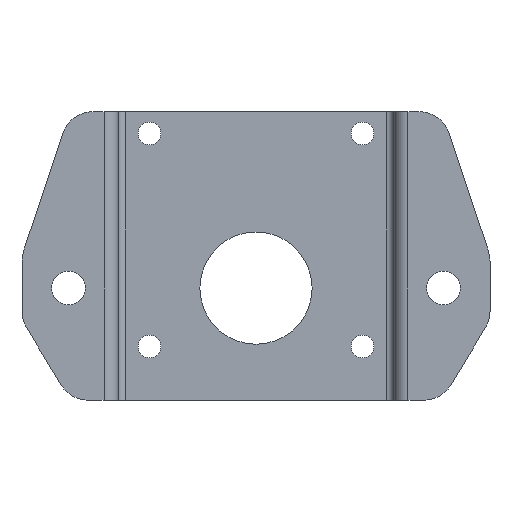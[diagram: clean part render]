
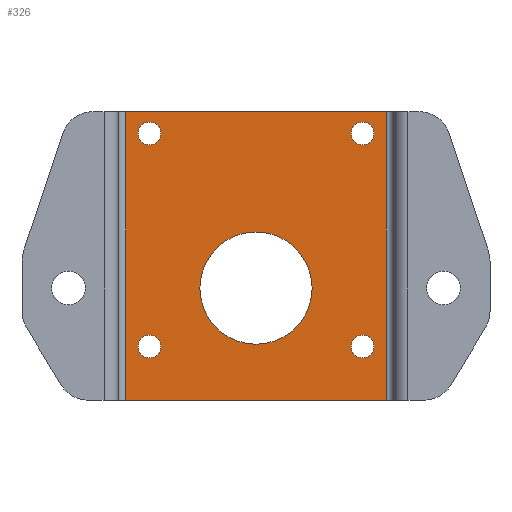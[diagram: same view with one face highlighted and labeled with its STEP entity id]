
A CAD part, top view. The second image highlights one B-rep face of the part: STEP entity #326.
In plain terms, the highlighted planar face has unit normal (0, 0, 1).
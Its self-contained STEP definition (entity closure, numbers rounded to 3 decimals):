
#17 = CARTESIAN_POINT ( 'NONE',  ( -29.684, 83.234, 0. ) ) ;
#24 = DIRECTION ( 'NONE',  ( 0., 1., 0. ) ) ;
#30 = LINE ( 'NONE', #630, #1249 ) ;
#31 = CARTESIAN_POINT ( 'NONE',  ( 0., 35., 0. ) ) ;
#57 = DIRECTION ( 'NONE',  ( 0., -1., 0. ) ) ;
#67 = EDGE_LOOP ( 'NONE', ( #645, #876 ) ) ;
#72 = CIRCLE ( 'NONE', #177, 3.55 ) ;
#76 = CARTESIAN_POINT ( 'NONE',  ( -40.6, 90., 0. ) ) ;
#80 = VERTEX_POINT ( 'NONE', #278 ) ;
#82 = VERTEX_POINT ( 'NONE', #1024 ) ;
#87 = CARTESIAN_POINT ( 'NONE',  ( -33.234, 16.766, 0. ) ) ;
#99 = CARTESIAN_POINT ( 'NONE',  ( -29.684, 16.766, 0. ) ) ;
#112 = AXIS2_PLACEMENT_3D ( 'NONE', #31, #1686, #1674 ) ;
#123 = DIRECTION ( 'NONE',  ( 0., 0., 1. ) ) ;
#139 = AXIS2_PLACEMENT_3D ( 'NONE', #1829, #774, #318 ) ;
#149 = ORIENTED_EDGE ( 'NONE', *, *, #150, .F. ) ;
#150 = EDGE_CURVE ( 'NONE', #1142, #835, #1630, .T. ) ;
#172 = CARTESIAN_POINT ( 'NONE',  ( 36.784, 16.766, 0. ) ) ;
#177 = AXIS2_PLACEMENT_3D ( 'NONE', #1136, #1737, #1901 ) ;
#236 = EDGE_CURVE ( 'NONE', #1614, #1946, #1295, .T. ) ;
#263 = VECTOR ( 'NONE', #1875, 1000. ) ;
#278 = CARTESIAN_POINT ( 'NONE',  ( 40.6, 90., 0. ) ) ;
#318 = DIRECTION ( 'NONE',  ( 1., 0., 0. ) ) ;
#326 = ADVANCED_FACE ( 'NONE', ( #1414, #851, #1179, #1562, #1823, #1769 ), #1532, .F. ) ;
#336 = EDGE_CURVE ( 'NONE', #80, #82, #30, .T. ) ;
#341 = CARTESIAN_POINT ( 'NONE',  ( 40.6, 90., 0. ) ) ;
#342 = VERTEX_POINT ( 'NONE', #806 ) ;
#376 = CARTESIAN_POINT ( 'NONE',  ( -17.5, 35., 0. ) ) ;
#399 = EDGE_CURVE ( 'NONE', #82, #342, #553, .T. ) ;
#419 = DIRECTION ( 'NONE',  ( 0., 0., 1. ) ) ;
#429 = EDGE_LOOP ( 'NONE', ( #507, #149 ) ) ;
#437 = CARTESIAN_POINT ( 'NONE',  ( -40.6, 90., 0. ) ) ;
#458 = CARTESIAN_POINT ( 'NONE',  ( 33.234, 16.766, 0. ) ) ;
#461 = ORIENTED_EDGE ( 'NONE', *, *, #1099, .F. ) ;
#489 = ORIENTED_EDGE ( 'NONE', *, *, #1675, .F. ) ;
#494 = DIRECTION ( 'NONE',  ( 0., 0., -1. ) ) ;
#507 = ORIENTED_EDGE ( 'NONE', *, *, #1291, .F. ) ;
#544 = EDGE_CURVE ( 'NONE', #1351, #1446, #1627, .T. ) ;
#553 = LINE ( 'NONE', #1716, #263 ) ;
#555 = ORIENTED_EDGE ( 'NONE', *, *, #1377, .F. ) ;
#579 = CARTESIAN_POINT ( 'NONE',  ( 29.684, 83.234, 0. ) ) ;
#593 = CIRCLE ( 'NONE', #1742, 3.55 ) ;
#610 = CARTESIAN_POINT ( 'NONE',  ( -33.234, 83.234, 0. ) ) ;
#630 = CARTESIAN_POINT ( 'NONE',  ( 40.6, 90., 0. ) ) ;
#645 = ORIENTED_EDGE ( 'NONE', *, *, #544, .F. ) ;
#655 = CARTESIAN_POINT ( 'NONE',  ( 29.684, 16.766, 0. ) ) ;
#667 = ORIENTED_EDGE ( 'NONE', *, *, #236, .F. ) ;
#668 = EDGE_CURVE ( 'NONE', #1946, #1614, #734, .T. ) ;
#675 = DIRECTION ( 'NONE',  ( 0., 0., 1. ) ) ;
#686 = CIRCLE ( 'NONE', #701, 3.55 ) ;
#690 = CIRCLE ( 'NONE', #1492, 3.55 ) ;
#701 = AXIS2_PLACEMENT_3D ( 'NONE', #87, #419, #864 ) ;
#723 = AXIS2_PLACEMENT_3D ( 'NONE', #1012, #123, #1176 ) ;
#734 = CIRCLE ( 'NONE', #723, 17.5 ) ;
#745 = VERTEX_POINT ( 'NONE', #17 ) ;
#748 = VERTEX_POINT ( 'NONE', #1668 ) ;
#774 = DIRECTION ( 'NONE',  ( 0., 0., 1. ) ) ;
#796 = AXIS2_PLACEMENT_3D ( 'NONE', #1096, #494, #24 ) ;
#806 = CARTESIAN_POINT ( 'NONE',  ( -40.6, 0., 0. ) ) ;
#814 = CARTESIAN_POINT ( 'NONE',  ( -33.234, 83.234, 0. ) ) ;
#835 = VERTEX_POINT ( 'NONE', #1062 ) ;
#851 = FACE_BOUND ( 'NONE', #926, .T. ) ;
#861 = DIRECTION ( 'NONE',  ( 0., 0., 1. ) ) ;
#864 = DIRECTION ( 'NONE',  ( 1., 0., 0. ) ) ;
#876 = ORIENTED_EDGE ( 'NONE', *, *, #1356, .F. ) ;
#892 = VECTOR ( 'NONE', #1402, 1000. ) ;
#893 = DIRECTION ( 'NONE',  ( 0., 0., 1. ) ) ;
#909 = ORIENTED_EDGE ( 'NONE', *, *, #1500, .F. ) ;
#926 = EDGE_LOOP ( 'NONE', ( #461, #489 ) ) ;
#932 = CARTESIAN_POINT ( 'NONE',  ( -36.784, 83.234, 0. ) ) ;
#944 = ORIENTED_EDGE ( 'NONE', *, *, #668, .F. ) ;
#961 = EDGE_CURVE ( 'NONE', #1184, #342, #1885, .T. ) ;
#1012 = CARTESIAN_POINT ( 'NONE',  ( 0., 35., 0. ) ) ;
#1017 = VERTEX_POINT ( 'NONE', #99 ) ;
#1024 = CARTESIAN_POINT ( 'NONE',  ( 40.6, 0., 0. ) ) ;
#1062 = CARTESIAN_POINT ( 'NONE',  ( 36.784, 83.234, 0. ) ) ;
#1096 = CARTESIAN_POINT ( 'NONE',  ( 40.6, 90., 0. ) ) ;
#1099 = EDGE_CURVE ( 'NONE', #1017, #748, #72, .T. ) ;
#1136 = CARTESIAN_POINT ( 'NONE',  ( -33.234, 16.766, 0. ) ) ;
#1142 = VERTEX_POINT ( 'NONE', #579 ) ;
#1176 = DIRECTION ( 'NONE',  ( 1., 0., 0. ) ) ;
#1179 = FACE_BOUND ( 'NONE', #1830, .T. ) ;
#1184 = VERTEX_POINT ( 'NONE', #437 ) ;
#1198 = DIRECTION ( 'NONE',  ( 1., 0., 0. ) ) ;
#1209 = CARTESIAN_POINT ( 'NONE',  ( 17.5, 35., 0. ) ) ;
#1241 = VECTOR ( 'NONE', #57, 1000. ) ;
#1249 = VECTOR ( 'NONE', #1552, 1000. ) ;
#1291 = EDGE_CURVE ( 'NONE', #835, #1142, #1795, .T. ) ;
#1295 = CIRCLE ( 'NONE', #112, 17.5 ) ;
#1308 = DIRECTION ( 'NONE',  ( 1., 0., 0. ) ) ;
#1351 = VERTEX_POINT ( 'NONE', #172 ) ;
#1356 = EDGE_CURVE ( 'NONE', #1446, #1351, #1511, .T. ) ;
#1377 = EDGE_CURVE ( 'NONE', #745, #1475, #690, .T. ) ;
#1378 = DIRECTION ( 'NONE',  ( 0., 0., 1. ) ) ;
#1402 = DIRECTION ( 'NONE',  ( -1., 0., 0. ) ) ;
#1411 = LINE ( 'NONE', #341, #892 ) ;
#1414 = FACE_BOUND ( 'NONE', #1944, .T. ) ;
#1430 = EDGE_CURVE ( 'NONE', #80, #1184, #1411, .T. ) ;
#1441 = DIRECTION ( 'NONE',  ( 1., 0., 0. ) ) ;
#1446 = VERTEX_POINT ( 'NONE', #655 ) ;
#1475 = VERTEX_POINT ( 'NONE', #932 ) ;
#1492 = AXIS2_PLACEMENT_3D ( 'NONE', #610, #1694, #1854 ) ;
#1500 = EDGE_CURVE ( 'NONE', #1475, #745, #593, .T. ) ;
#1511 = CIRCLE ( 'NONE', #1657, 3.55 ) ;
#1532 = PLANE ( 'NONE',  #796 ) ;
#1552 = DIRECTION ( 'NONE',  ( 0., -1., 0. ) ) ;
#1562 = FACE_OUTER_BOUND ( 'NONE', #1871, .T. ) ;
#1614 = VERTEX_POINT ( 'NONE', #376 ) ;
#1616 = ORIENTED_EDGE ( 'NONE', *, *, #399, .F. ) ;
#1627 = CIRCLE ( 'NONE', #1766, 3.55 ) ;
#1630 = CIRCLE ( 'NONE', #1642, 3.55 ) ;
#1642 = AXIS2_PLACEMENT_3D ( 'NONE', #1815, #893, #1655 ) ;
#1655 = DIRECTION ( 'NONE',  ( 1., 0., 0. ) ) ;
#1657 = AXIS2_PLACEMENT_3D ( 'NONE', #458, #1378, #1198 ) ;
#1668 = CARTESIAN_POINT ( 'NONE',  ( -36.784, 16.766, 0. ) ) ;
#1674 = DIRECTION ( 'NONE',  ( 1., 0., 0. ) ) ;
#1675 = EDGE_CURVE ( 'NONE', #748, #1017, #686, .T. ) ;
#1686 = DIRECTION ( 'NONE',  ( 0., 0., 1. ) ) ;
#1694 = DIRECTION ( 'NONE',  ( 0., 0., 1. ) ) ;
#1706 = ORIENTED_EDGE ( 'NONE', *, *, #336, .F. ) ;
#1716 = CARTESIAN_POINT ( 'NONE',  ( 40.6, 0., 0. ) ) ;
#1722 = ORIENTED_EDGE ( 'NONE', *, *, #1430, .T. ) ;
#1736 = CARTESIAN_POINT ( 'NONE',  ( 33.234, 16.766, 0. ) ) ;
#1737 = DIRECTION ( 'NONE',  ( 0., 0., 1. ) ) ;
#1742 = AXIS2_PLACEMENT_3D ( 'NONE', #814, #675, #1441 ) ;
#1766 = AXIS2_PLACEMENT_3D ( 'NONE', #1736, #861, #1308 ) ;
#1769 = FACE_BOUND ( 'NONE', #429, .T. ) ;
#1795 = CIRCLE ( 'NONE', #139, 3.55 ) ;
#1815 = CARTESIAN_POINT ( 'NONE',  ( 33.234, 83.234, 0. ) ) ;
#1823 = FACE_BOUND ( 'NONE', #67, .T. ) ;
#1829 = CARTESIAN_POINT ( 'NONE',  ( 33.234, 83.234, 0. ) ) ;
#1830 = EDGE_LOOP ( 'NONE', ( #944, #667 ) ) ;
#1854 = DIRECTION ( 'NONE',  ( 1., 0., 0. ) ) ;
#1871 = EDGE_LOOP ( 'NONE', ( #1878, #1616, #1706, #1722 ) ) ;
#1875 = DIRECTION ( 'NONE',  ( -1., 0., 0. ) ) ;
#1878 = ORIENTED_EDGE ( 'NONE', *, *, #961, .T. ) ;
#1885 = LINE ( 'NONE', #76, #1241 ) ;
#1901 = DIRECTION ( 'NONE',  ( 1., 0., 0. ) ) ;
#1944 = EDGE_LOOP ( 'NONE', ( #555, #909 ) ) ;
#1946 = VERTEX_POINT ( 'NONE', #1209 ) ;
